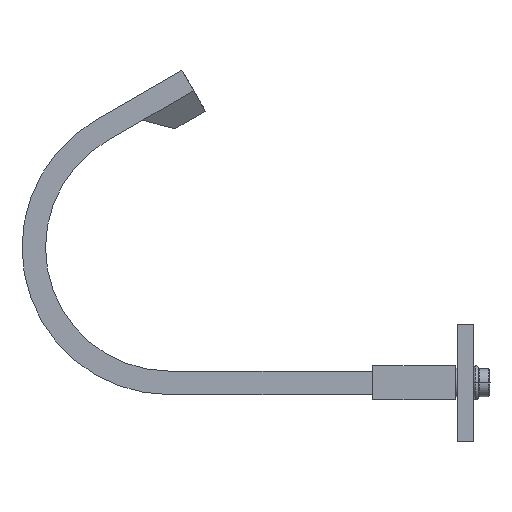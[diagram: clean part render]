
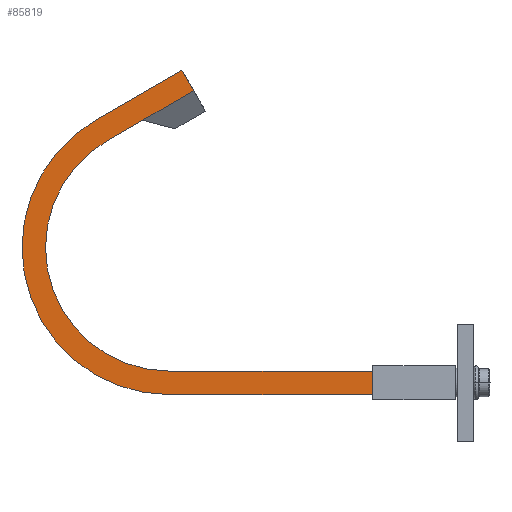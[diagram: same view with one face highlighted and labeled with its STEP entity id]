
A CAD part, left-side view. The second image highlights one B-rep face of the part: STEP entity #85819.
In plain terms, the highlighted planar face has unit normal (-1, 0, 0).
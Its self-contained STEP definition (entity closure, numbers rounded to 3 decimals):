
#33226=DIRECTION('',(0.,-0.5,-0.866));
#33227=VECTOR('',#33226,10.);
#33228=CARTESIAN_POINT('',(-15.,124.,132.83));
#33229=LINE('',#33228,#33227);
#33281=DIRECTION('',(0.,0.,-1.));
#33282=VECTOR('',#33281,10.);
#33283=CARTESIAN_POINT('',(-15.,7.,5.));
#33284=LINE('',#33283,#33282);
#35108=DIRECTION('',(0.,1.,0.));
#35109=VECTOR('',#35108,122.509);
#35110=CARTESIAN_POINT('',(-15.,7.,-5.));
#35111=LINE('',#35110,#35109);
#35112=CARTESIAN_POINT('',(-15.,129.509,57.491));
#35113=DIRECTION('',(1.,0.,0.));
#35114=DIRECTION('',(0.,0.,-1.));
#35115=AXIS2_PLACEMENT_3D('',#35112,#35113,#35114);
#35117=DIRECTION('',(0.,-0.866,0.5));
#35118=VECTOR('',#35117,42.44);
#35119=CARTESIAN_POINT('',(-15.,160.754,111.61));
#35120=LINE('',#35119,#35118);
#35121=DIRECTION('',(0.,-0.866,0.5));
#35122=VECTOR('',#35121,25.);
#35123=CARTESIAN_POINT('',(-15.,140.651,111.67));
#35124=LINE('',#35123,#35122);
#35153=DIRECTION('',(0.,-0.866,0.5));
#35154=VECTOR('',#35153,17.44);
#35155=CARTESIAN_POINT('',(-15.,155.754,102.95));
#35156=LINE('',#35155,#35154);
#35161=CARTESIAN_POINT('',(-15.,129.509,57.491));
#35162=DIRECTION('',(1.,0.,0.));
#35163=DIRECTION('',(0.,0.,-1.));
#35164=AXIS2_PLACEMENT_3D('',#35161,#35162,#35163);
#35166=DIRECTION('',(0.,1.,0.));
#35167=VECTOR('',#35166,122.509);
#35168=CARTESIAN_POINT('',(-15.,7.,5.));
#35169=LINE('',#35168,#35167);
#43502=CARTESIAN_POINT('',(-15.,129.509,-5.));
#43504=VERTEX_POINT('',#43502);
#43505=CARTESIAN_POINT('',(-15.,129.509,5.));
#43507=VERTEX_POINT('',#43505);
#43510=CARTESIAN_POINT('',(-15.,160.754,111.61));
#43512=VERTEX_POINT('',#43510);
#43513=CARTESIAN_POINT('',(-15.,155.754,102.95));
#43515=VERTEX_POINT('',#43513);
#43518=CARTESIAN_POINT('',(-15.,124.,132.83));
#43520=VERTEX_POINT('',#43518);
#43525=CARTESIAN_POINT('',(-15.,119.,124.17));
#43526=VERTEX_POINT('',#43525);
#43533=CARTESIAN_POINT('',(-15.,140.651,111.67));
#43534=VERTEX_POINT('',#43533);
#43606=CARTESIAN_POINT('',(-15.,7.,-5.));
#43608=VERTEX_POINT('',#43606);
#43609=CARTESIAN_POINT('',(-15.,7.,5.));
#43610=VERTEX_POINT('',#43609);
#85799=CARTESIAN_POINT('',(-15.,7.,-5.));
#85800=DIRECTION('',(-1.,0.,0.));
#85801=DIRECTION('',(0.,0.,1.));
#85802=AXIS2_PLACEMENT_3D('',#85799,#85800,#85801);
#85803=PLANE('',#85802);
#85804=ORIENTED_EDGE('',*,*,#83967,.T.);
#85805=ORIENTED_EDGE('',*,*,#85746,.T.);
#85806=ORIENTED_EDGE('',*,*,#85767,.T.);
#85807=ORIENTED_EDGE('',*,*,#85787,.T.);
#85808=ORIENTED_EDGE('',*,*,#83899,.T.);
#85810=ORIENTED_EDGE('',*,*,#85809,.F.);
#85812=ORIENTED_EDGE('',*,*,#85811,.F.);
#85814=ORIENTED_EDGE('',*,*,#85813,.F.);
#85816=ORIENTED_EDGE('',*,*,#85815,.F.);
#85817=EDGE_LOOP('',(#85804,#85805,#85806,#85807,#85808,#85810,#85812,#85814,
#85816));
#85818=FACE_OUTER_BOUND('',#85817,.F.);
#85819=ADVANCED_FACE('',(#85818),#85803,.T.);
#35116=CIRCLE('',#35115,62.491);
#35165=CIRCLE('',#35164,52.491);
#83899=EDGE_CURVE('',#43520,#43526,#33229,.T.);
#83967=EDGE_CURVE('',#43610,#43608,#33284,.T.);
#85746=EDGE_CURVE('',#43608,#43504,#35111,.T.);
#85767=EDGE_CURVE('',#43504,#43512,#35116,.T.);
#85787=EDGE_CURVE('',#43512,#43520,#35120,.T.);
#85809=EDGE_CURVE('',#43534,#43526,#35124,.T.);
#85811=EDGE_CURVE('',#43515,#43534,#35156,.T.);
#85813=EDGE_CURVE('',#43507,#43515,#35165,.T.);
#85815=EDGE_CURVE('',#43610,#43507,#35169,.T.);
